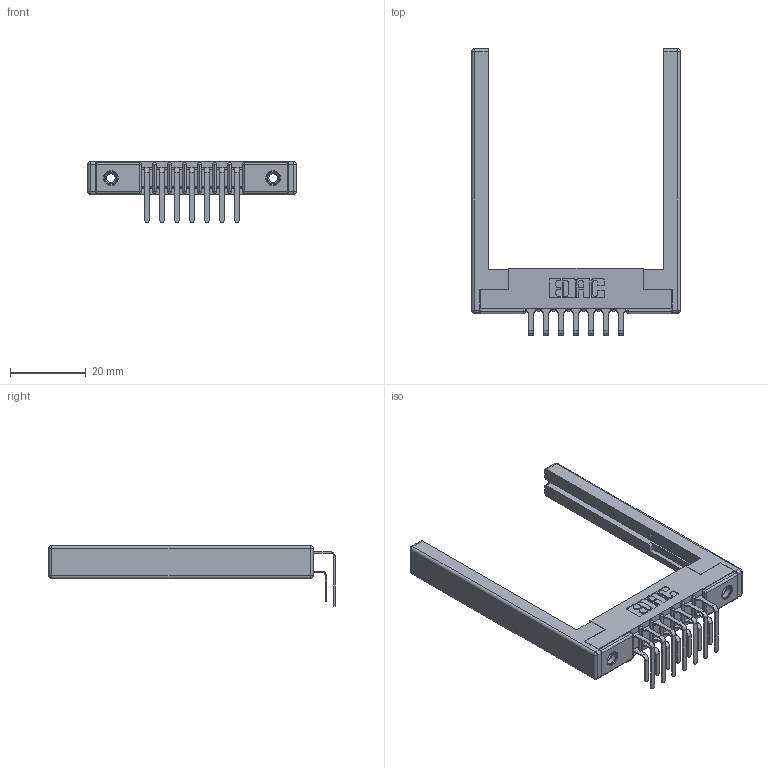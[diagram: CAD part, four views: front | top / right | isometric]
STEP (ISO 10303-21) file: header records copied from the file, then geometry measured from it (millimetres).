
FILE_DESCRIPTION (( 'STEP AP203' ), '1' );
FILE_NAME ('307-007-459-168.STEP', '2020-09-25T02:05:30', ( '' ), ( '' ), 'SwSTEP 2.0', 'SolidWorks 2020', '' );
FILE_SCHEMA (( 'CONFIG_CONTROL_DESIGN' ));
Length unit declared in the file: inch
Products named in the file (6): 307-220-068; 307 Part_.156 Dia Mounting Holes; 307-290-001_559 - 2 (Single); 307-007-459-168; 345-250-001_345-250-001-102; 307-290-001_558 559 - 1 (Single)
Assembly tree (19 placements, depth 2):
  307-007-459-168
    307 Part_.156 Dia Mounting Holes
    307-290-001_558 559 - 1 (Single)  x7
    307-290-001_559 - 2 (Single)  x7
    307-220-068  x2
    345-250-001_345-250-001-102  x2
Bounding box: 55.17 x 75.65 x 16.08 mm (x, y, z)
Volume: 8233.9 mm3; surface area: 10097.4 mm2
Topology: 19 solids, 19 shells, 980 faces, 2701 edges, 1738 vertices
Faces by surface type: plane 620, cylinder 320, sphere 24, cone 12, torus 4
Entity records: 14746 total; most frequent: CARTESIAN_POINT 2402, DIRECTION 2382, ORIENTED_EDGE 2368, EDGE_CURVE 1184, LINE 890, VECTOR 890, VERTEX_POINT 766, AXIS2_PLACEMENT_3D 746
